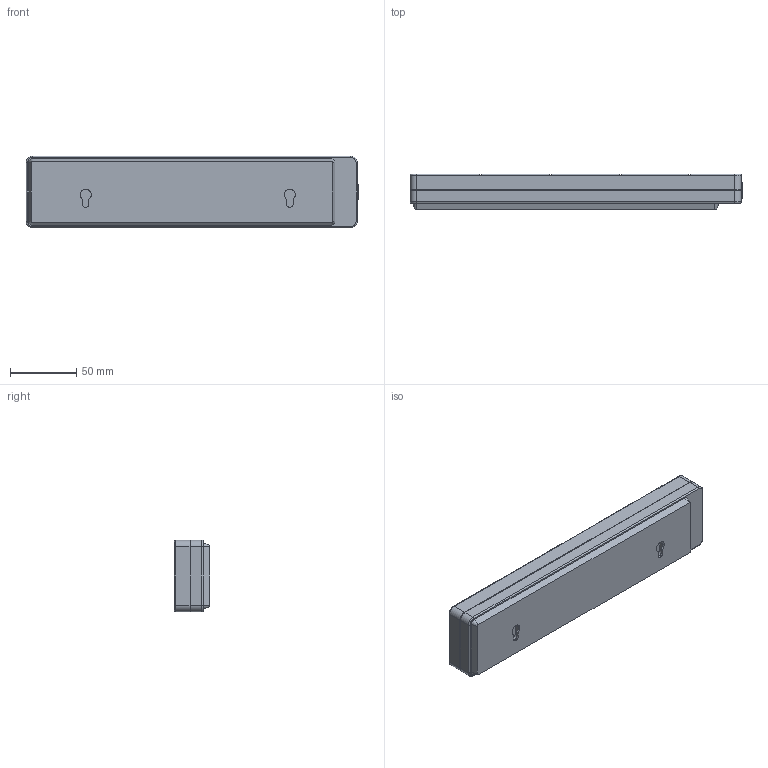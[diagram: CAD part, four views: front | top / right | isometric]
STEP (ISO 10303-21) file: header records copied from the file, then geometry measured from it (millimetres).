
FILE_DESCRIPTION (( 'STEP AP214' ), '1' );
FILE_NAME ('4 Gang UK Plug Socket.STEP', '2024-04-17T02:43:27', ( '' ), ( '' ), 'SwSTEP 2.0', 'SolidWorks 2022', '' );
FILE_SCHEMA (( 'AUTOMOTIVE_DESIGN' ));
Length unit declared in the file: millimetre
Products named in the file (1): 4 Gang UK Plug Socket
Bounding box: 250.5 x 27 x 54 mm (x, y, z)
Volume: 345728.5 mm3; surface area: 46301.6 mm2
Topology: 2 solids, 2 shells, 222 faces, 536 edges, 336 vertices
Faces by surface type: plane 180, cylinder 30, torus 8, cone 4
Entity records: 6442 total; most frequent: CARTESIAN_POINT 1095, DIRECTION 1078, ORIENTED_EDGE 1072, EDGE_CURVE 536, VECTOR 440, LINE 440, VERTEX_POINT 336, AXIS2_PLACEMENT_3D 319
